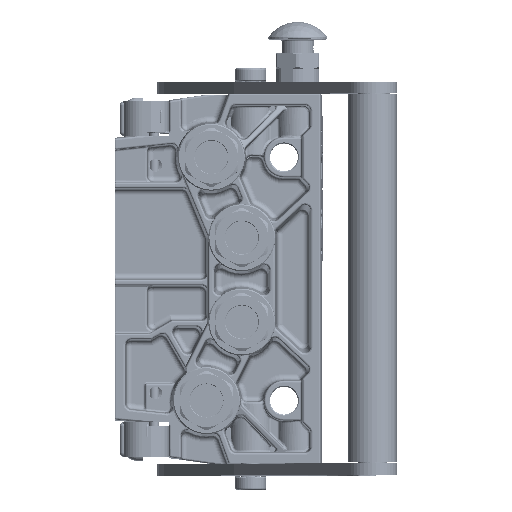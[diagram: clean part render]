
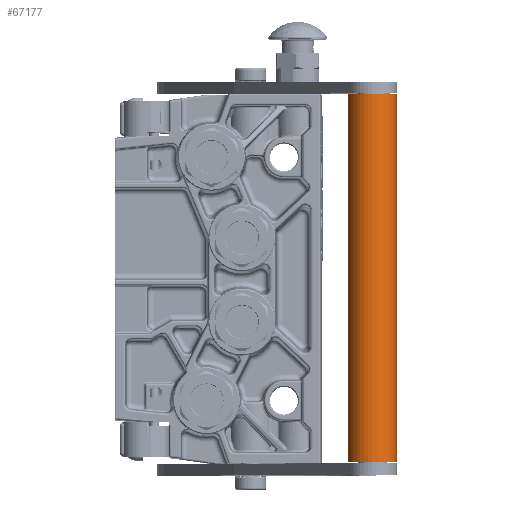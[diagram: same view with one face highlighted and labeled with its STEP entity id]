
A CAD part, top view. The second image highlights one B-rep face of the part: STEP entity #67177.
In plain terms, the highlighted cylindrical face has radius 12.5 mm (diameter 25 mm), a partial arc.
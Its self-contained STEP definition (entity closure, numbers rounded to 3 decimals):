
#3159 = VECTOR ( 'NONE', #88042, 1000. ) ;
#4653 = VERTEX_POINT ( 'NONE', #188385 ) ;
#5476 = EDGE_CURVE ( 'NONE', #4653, #84460, #125876, .T. ) ;
#7226 = FACE_OUTER_BOUND ( 'NONE', #72270, .T. ) ;
#16171 = ORIENTED_EDGE ( 'NONE', *, *, #121802, .T. ) ;
#18144 = ORIENTED_EDGE ( 'NONE', *, *, #139685, .F. ) ;
#26634 = DIRECTION ( 'NONE',  ( 1., 0., 0. ) ) ;
#31635 = VERTEX_POINT ( 'NONE', #65381 ) ;
#39234 = CARTESIAN_POINT ( 'NONE',  ( 192., 0., 12.5 ) ) ;
#41503 = ORIENTED_EDGE ( 'NONE', *, *, #132795, .F. ) ;
#46084 = AXIS2_PLACEMENT_3D ( 'NONE', #172251, #26634, #207347 ) ;
#50935 = VERTEX_POINT ( 'NONE', #143126 ) ;
#65381 = CARTESIAN_POINT ( 'NONE',  ( 4.5, 0., 12.5 ) ) ;
#67177 = ADVANCED_FACE ( 'NONE', ( #7226 ), #99616, .T. ) ;
#72270 = EDGE_LOOP ( 'NONE', ( #16171, #18144, #41503, #175662 ) ) ;
#72817 = CARTESIAN_POINT ( 'NONE',  ( -9.825, 0., 0. ) ) ;
#80148 = LINE ( 'NONE', #39234, #3159 ) ;
#84460 = VERTEX_POINT ( 'NONE', #94276 ) ;
#88042 = DIRECTION ( 'NONE',  ( -1., 0., 0. ) ) ;
#90100 = DIRECTION ( 'NONE',  ( 0., 0., 1. ) ) ;
#94276 = CARTESIAN_POINT ( 'NONE',  ( 4.5, 0., -12.5 ) ) ;
#99616 = CYLINDRICAL_SURFACE ( 'NONE', #103195, 12.5 ) ;
#101894 = DIRECTION ( 'NONE',  ( -1., 0., 0. ) ) ;
#103195 = AXIS2_PLACEMENT_3D ( 'NONE', #72817, #186857, #90100 ) ;
#108066 = CARTESIAN_POINT ( 'NONE',  ( 4.5, 0., 0. ) ) ;
#121802 = EDGE_CURVE ( 'NONE', #84460, #31635, #177854, .T. ) ;
#124578 = DIRECTION ( 'NONE',  ( 0., 0., -1. ) ) ;
#125876 = LINE ( 'NONE', #133462, #156509 ) ;
#132795 = EDGE_CURVE ( 'NONE', #4653, #50935, #171223, .T. ) ;
#133462 = CARTESIAN_POINT ( 'NONE',  ( 192., 0., -12.5 ) ) ;
#139685 = EDGE_CURVE ( 'NONE', #50935, #31635, #80148, .T. ) ;
#143126 = CARTESIAN_POINT ( 'NONE',  ( 192., 0., 12.5 ) ) ;
#156509 = VECTOR ( 'NONE', #101894, 1000. ) ;
#156818 = DIRECTION ( 'NONE',  ( 1., 0., 0. ) ) ;
#171223 = CIRCLE ( 'NONE', #46084, 12.5 ) ;
#172251 = CARTESIAN_POINT ( 'NONE',  ( 192., 0., 0. ) ) ;
#175662 = ORIENTED_EDGE ( 'NONE', *, *, #5476, .T. ) ;
#177854 = CIRCLE ( 'NONE', #210681, 12.5 ) ;
#186857 = DIRECTION ( 'NONE',  ( -1., 0., 0. ) ) ;
#188385 = CARTESIAN_POINT ( 'NONE',  ( 192., 0., -12.5 ) ) ;
#207347 = DIRECTION ( 'NONE',  ( 0., 0., -1. ) ) ;
#210681 = AXIS2_PLACEMENT_3D ( 'NONE', #108066, #156818, #124578 ) ;
